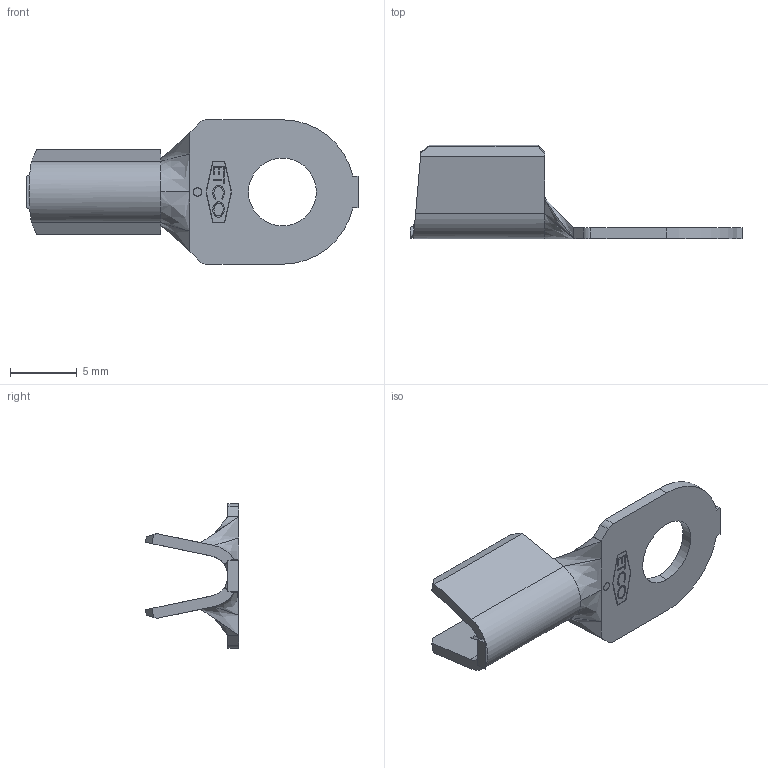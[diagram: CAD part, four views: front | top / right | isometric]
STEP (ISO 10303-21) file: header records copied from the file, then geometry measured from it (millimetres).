
FILE_DESCRIPTION (( 'STEP AP203' ), '1' );
FILE_NAME ('02951.STEP', '2015-02-09T18:11:17', ( '' ), ( '' ), 'SwSTEP 2.0', 'SolidWorks 2014', '' );
FILE_SCHEMA (( 'CONFIG_CONTROL_DESIGN' ));
Length unit declared in the file: inch
Products named in the file (1): 02951
Bounding box: 24.83 x 6.99 x 10.79 mm (x, y, z)
Volume: 208.9 mm3; surface area: 612.7 mm2
Topology: 1 solids, 1 shells, 162 faces, 420 edges, 264 vertices
Faces by surface type: plane 98, bspline 39, cylinder 15, cone 10
Entity records: 6935 total; most frequent: CARTESIAN_POINT 3187, ORIENTED_EDGE 832, DIRECTION 623, EDGE_CURVE 416, VECTOR 305, LINE 305, VERTEX_POINT 264, EDGE_LOOP 172
